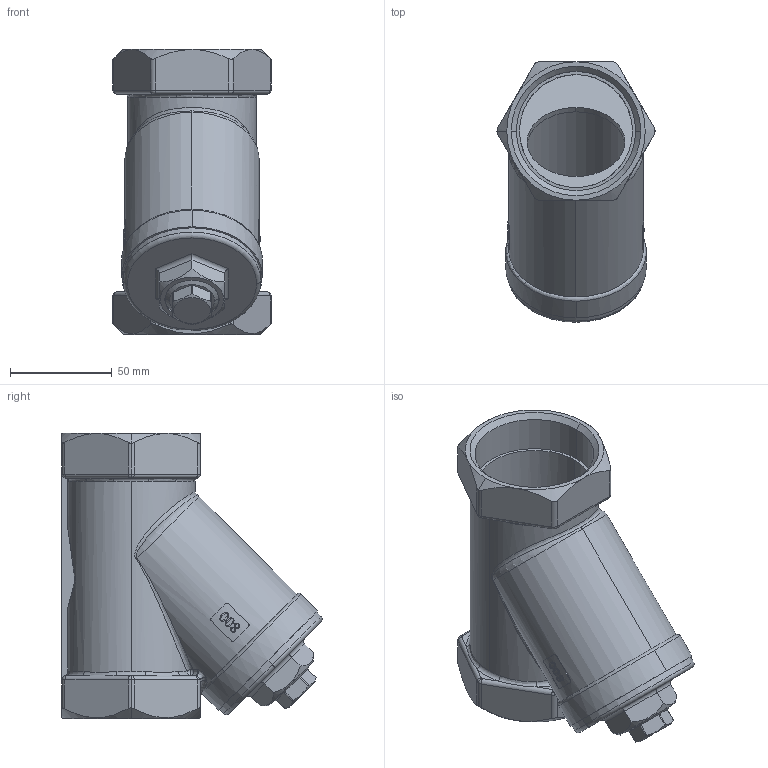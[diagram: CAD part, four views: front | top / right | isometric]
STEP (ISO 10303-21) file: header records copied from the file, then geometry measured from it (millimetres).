
FILE_DESCRIPTION (( 'STEP AP214' ), '1' );
FILE_NAME ('613 DN50.STEP', '2018-08-13T11:24:47', ( '' ), ( '' ), 'SwSTEP 2.0', 'SolidWorks 2015', '' );
FILE_SCHEMA (( 'AUTOMOTIVE_DESIGN' ));
Length unit declared in the file: millimetre
Products named in the file (7): 613 DN50; ENG-025296___; ENG-025294___; ENG-025293___; ENG-025295___; ENG-025287___; ENG-025292___
Assembly tree (6 placements, depth 2):
  613 DN50
    ENG-025292___
    ENG-025287___
    ENG-025295___
    ENG-025293___
    ENG-025294___
    ENG-025296___
Bounding box: 77.59 x 127.74 x 140 mm (x, y, z)
Volume: 231767.7 mm3; surface area: 132629.2 mm2
Topology: 6 solids, 6 shells, 443 faces, 1107 edges, 706 vertices
Faces by surface type: bspline 151, cylinder 122, plane 109, torus 35, cone 23, sphere 3
Entity records: 33580 total; most frequent: CARTESIAN_POINT 24131, ORIENTED_EDGE 2214, DIRECTION 1437, EDGE_CURVE 1107, VERTEX_POINT 706, AXIS2_PLACEMENT_3D 586, B_SPLINE_CURVE_WITH_KNOTS 489, EDGE_LOOP 485
